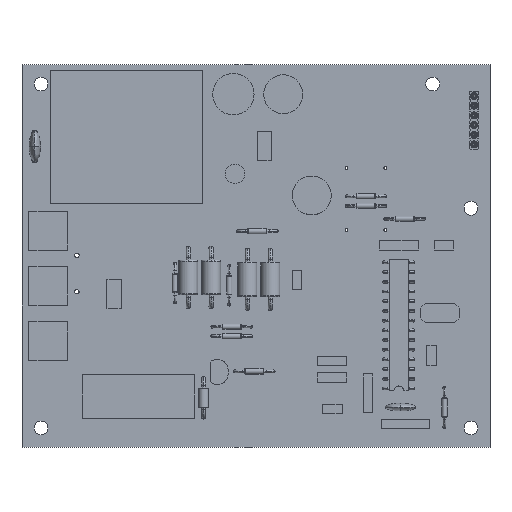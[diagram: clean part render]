
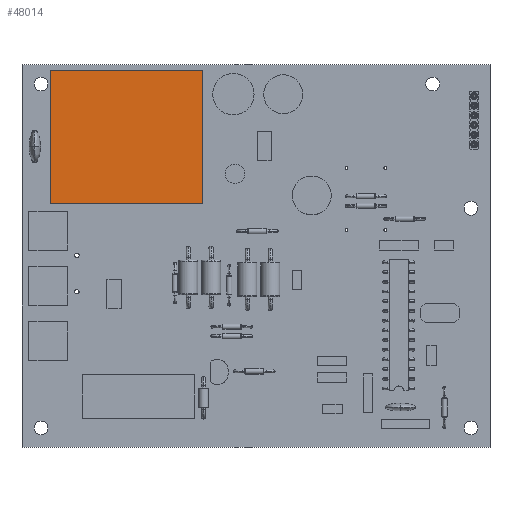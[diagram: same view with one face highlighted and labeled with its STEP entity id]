
A CAD part, top view. The second image highlights one B-rep face of the part: STEP entity #48014.
In plain terms, the highlighted planar face has unit normal (0, 0, 1).
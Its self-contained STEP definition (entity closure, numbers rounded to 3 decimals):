
#47885 = VERTEX_POINT('',#47886);
#47886 = CARTESIAN_POINT('',(-7.5,7.5,25.));
#47901 = VERTEX_POINT('',#47902);
#47902 = CARTESIAN_POINT('',(32.5,7.5,25.));
#47908 = EDGE_CURVE('',#47901,#47885,#47909,.T.);
#47909 = LINE('',#47910,#47911);
#47910 = CARTESIAN_POINT('',(32.5,7.5,25.));
#47911 = VECTOR('',#47912,1.);
#47912 = DIRECTION('',(-1.,0.,0.));
#47932 = VERTEX_POINT('',#47933);
#47933 = CARTESIAN_POINT('',(32.5,-27.5,25.));
#47939 = EDGE_CURVE('',#47932,#47901,#47940,.T.);
#47940 = LINE('',#47941,#47942);
#47941 = CARTESIAN_POINT('',(32.5,-27.5,25.));
#47942 = VECTOR('',#47943,1.);
#47943 = DIRECTION('',(0.,1.,0.));
#47963 = VERTEX_POINT('',#47964);
#47964 = CARTESIAN_POINT('',(-7.5,-27.5,25.));
#47970 = EDGE_CURVE('',#47963,#47932,#47971,.T.);
#47971 = LINE('',#47972,#47973);
#47972 = CARTESIAN_POINT('',(-7.5,-27.5,25.));
#47973 = VECTOR('',#47974,1.);
#47974 = DIRECTION('',(1.,0.,0.));
#47992 = EDGE_CURVE('',#47885,#47963,#47993,.T.);
#47993 = LINE('',#47994,#47995);
#47994 = CARTESIAN_POINT('',(-7.5,7.5,25.));
#47995 = VECTOR('',#47996,1.);
#47996 = DIRECTION('',(0.,-1.,0.));
#48014 = ADVANCED_FACE('',(#48015),#48021,.F.);
#48015 = FACE_BOUND('',#48016,.F.);
#48016 = EDGE_LOOP('',(#48017,#48018,#48019,#48020));
#48017 = ORIENTED_EDGE('',*,*,#47908,.F.);
#48018 = ORIENTED_EDGE('',*,*,#47939,.F.);
#48019 = ORIENTED_EDGE('',*,*,#47970,.F.);
#48020 = ORIENTED_EDGE('',*,*,#47992,.F.);
#48021 = PLANE('',#48022);
#48022 = AXIS2_PLACEMENT_3D('',#48023,#48024,#48025);
#48023 = CARTESIAN_POINT('',(32.5,7.5,25.));
#48024 = DIRECTION('',(0.,0.,-1.));
#48025 = DIRECTION('',(-1.,0.,0.));
